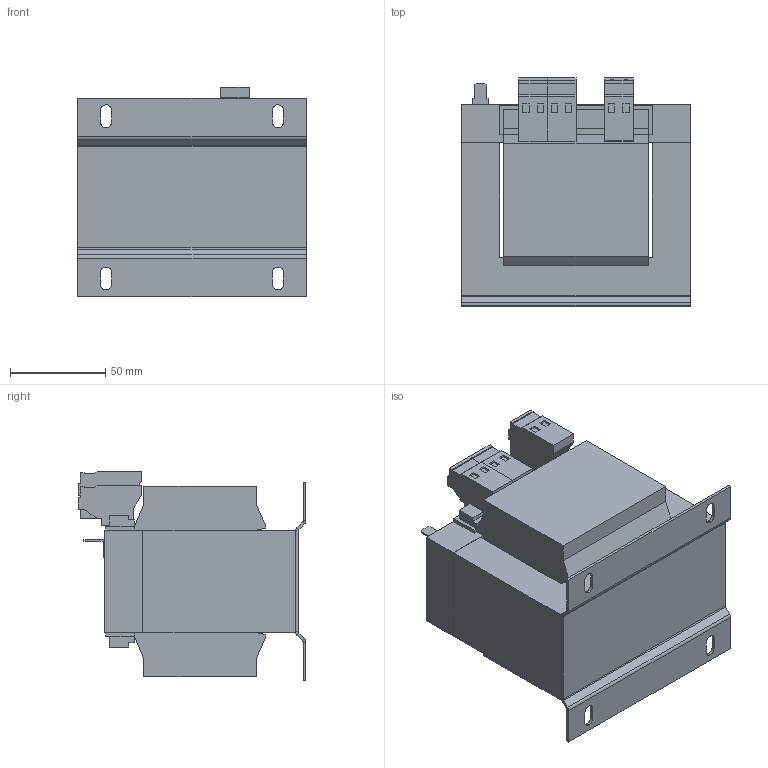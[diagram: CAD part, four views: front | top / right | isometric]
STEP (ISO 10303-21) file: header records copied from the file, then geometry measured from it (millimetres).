
FILE_DESCRIPTION (( 'STEP AP214' ), '1' );
FILE_NAME ('226978.STEP', '2020-07-06T05:02:01', ( '' ), ( '' ), 'SwSTEP 2.0', 'SolidWorks 2018', '' );
FILE_SCHEMA (( 'AUTOMOTIVE_DESIGN' ));
Length unit declared in the file: millimetre
Products named in the file (1): 226978
Bounding box: 120 x 119.5 x 109.65 mm (x, y, z)
Volume: 906489.1 mm3; surface area: 113126.2 mm2
Topology: 1 solids, 1 shells, 256 faces, 650 edges, 412 vertices
Faces by surface type: plane 224, cylinder 32
Entity records: 7576 total; most frequent: CARTESIAN_POINT 1319, ORIENTED_EDGE 1300, DIRECTION 1228, EDGE_CURVE 650, LINE 586, VECTOR 586, VERTEX_POINT 412, AXIS2_PLACEMENT_3D 321
